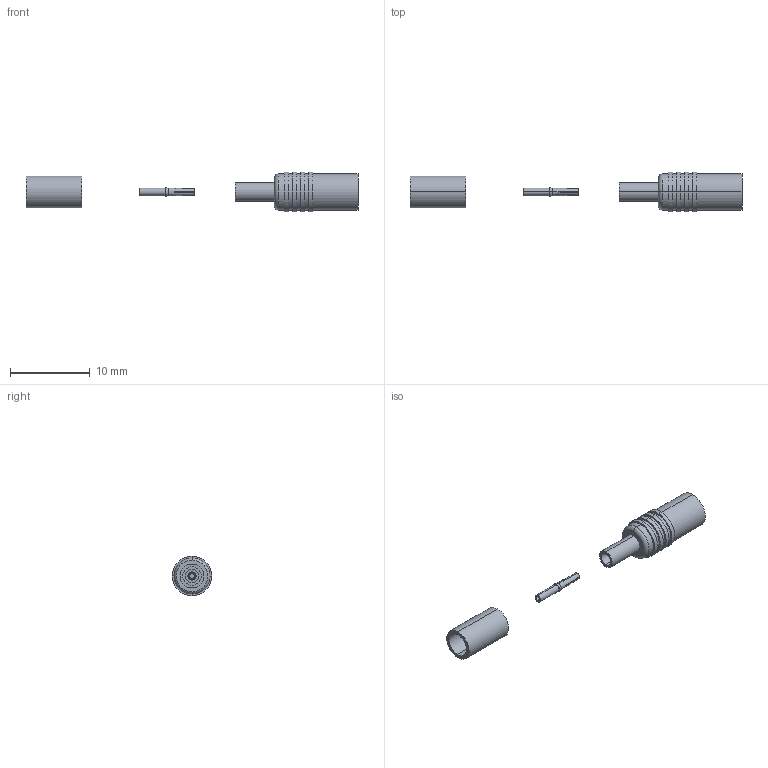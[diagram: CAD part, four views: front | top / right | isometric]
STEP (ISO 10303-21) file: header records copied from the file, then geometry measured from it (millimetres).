
FILE_DESCRIPTION (( 'STEP AP214' ), '1' );
FILE_NAME ('BAC526.STEP', '2019-02-04T17:47:57', ( '' ), ( '' ), 'SwSTEP 2.0', 'SolidWorks 2017', '' );
FILE_SCHEMA (( 'AUTOMOTIVE_DESIGN' ));
Length unit declared in the file: inch
Products named in the file (4): BAC526; BAC526-MA1; BAC526-MA2
Assembly tree (3 placements, depth 2):
  BAC526
    BAC526
    BAC526-MA1
    BAC526-MA2
Bounding box: 41.64 x 4.98 x 4.98 mm (x, y, z)
Volume: 186.1 mm3; surface area: 554.9 mm2
Topology: 3 solids, 3 shells, 86 faces, 200 edges, 132 vertices
Faces by surface type: cylinder 40, plane 40, cone 4, torus 2
Entity records: 3195 total; most frequent: CARTESIAN_POINT 586, DIRECTION 458, ORIENTED_EDGE 400, EDGE_CURVE 200, AXIS2_PLACEMENT_3D 188, VERTEX_POINT 132, EDGE_LOOP 104, CIRCLE 96
